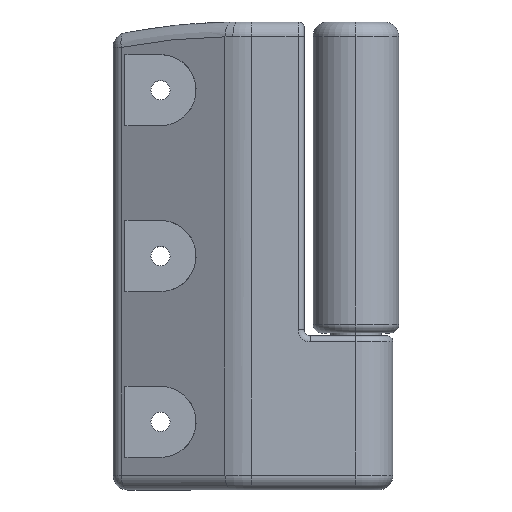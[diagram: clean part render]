
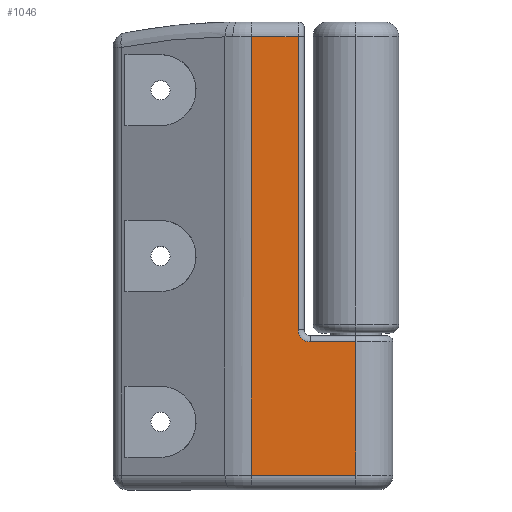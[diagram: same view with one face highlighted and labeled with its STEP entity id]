
A CAD part, top view. The second image highlights one B-rep face of the part: STEP entity #1046.
In plain terms, the highlighted planar face has unit normal (0, 0, 1).
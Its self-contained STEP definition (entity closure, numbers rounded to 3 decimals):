
#462 = EDGE_LOOP ( 'NONE', ( #7329, #7331, #7330, #7332, #7333, #7334, #7335 ) ) ;
#982 = VECTOR ( 'NONE', #4882, 1000. ) ;
#986 = AXIS2_PLACEMENT_3D ( 'NONE', #2807, #2806, #2805 ) ;
#987 = VECTOR ( 'NONE', #2808, 1000. ) ;
#990 = VECTOR ( 'NONE', #2812, 1000. ) ;
#991 = VECTOR ( 'NONE', #2814, 1000. ) ;
#992 = VECTOR ( 'NONE', #2818, 1000. ) ;
#994 = VECTOR ( 'NONE', #2822, 1000. ) ;
#995 = CIRCLE ( 'NONE', #986, 4. ) ;
#1046 = ADVANCED_FACE ( 'NONE', ( #7265 ), #4044, .F. ) ;
#1535 = EDGE_CURVE ( 'NONE', #3896, #3945, #2180, .T. ) ;
#1536 = EDGE_CURVE ( 'NONE', #3944, #3923, #2181, .T. ) ;
#1537 = EDGE_CURVE ( 'NONE', #3923, #3902, #2182, .T. ) ;
#1538 = EDGE_CURVE ( 'NONE', #3940, #3936, #2183, .T. ) ;
#1540 = EDGE_CURVE ( 'NONE', #3896, #3936, #2185, .T. ) ;
#1541 = EDGE_CURVE ( 'NONE', #3944, #3945, #995, .T. ) ;
#1543 = EDGE_CURVE ( 'NONE', #3902, #3940, #2186, .T. ) ;
#1826 = CARTESIAN_POINT ( 'NONE',  ( -35.279, 74., 12.5 ) ) ;
#1927 = CARTESIAN_POINT ( 'NONE',  ( -15.5, -29., 12.5 ) ) ;
#1928 = CARTESIAN_POINT ( 'NONE',  ( -19.5, -25., 12.5 ) ) ;
#1946 = CARTESIAN_POINT ( 'NONE',  ( -35.279, -74., 12.5 ) ) ;
#1971 = CARTESIAN_POINT ( 'NONE',  ( 0., -74., 12.5 ) ) ;
#2021 = AXIS2_PLACEMENT_3D ( 'NONE', #4035, #4001, #3987 ) ;
#2040 = CARTESIAN_POINT ( 'NONE',  ( -19.5, 74., 12.5 ) ) ;
#2071 = CARTESIAN_POINT ( 'NONE',  ( 0., -29., 12.5 ) ) ;
#2180 = LINE ( 'NONE', #2826, #994 ) ;
#2181 = LINE ( 'NONE', #2821, #992 ) ;
#2182 = LINE ( 'NONE', #2815, #991 ) ;
#2183 = LINE ( 'NONE', #2813, #990 ) ;
#2185 = LINE ( 'NONE', #2809, #987 ) ;
#2186 = LINE ( 'NONE', #4884, #982 ) ;
#2805 = DIRECTION ( 'NONE',  ( -1., 0., 0. ) ) ;
#2806 = DIRECTION ( 'NONE',  ( 0., 0., 1. ) ) ;
#2807 = CARTESIAN_POINT ( 'NONE',  ( -15.5, -25., 12.5 ) ) ;
#2808 = DIRECTION ( 'NONE',  ( 0., -1., 0. ) ) ;
#2809 = CARTESIAN_POINT ( 'NONE',  ( 0., 79., 12.5 ) ) ;
#2812 = DIRECTION ( 'NONE',  ( 1., 0., 0. ) ) ;
#2813 = CARTESIAN_POINT ( 'NONE',  ( 0., -74., 12.5 ) ) ;
#2814 = DIRECTION ( 'NONE',  ( -1., 0., 0. ) ) ;
#2815 = CARTESIAN_POINT ( 'NONE',  ( 0., 74., 12.5 ) ) ;
#2818 = DIRECTION ( 'NONE',  ( 0., 1., 0. ) ) ;
#2821 = CARTESIAN_POINT ( 'NONE',  ( -19.5, 79., 12.5 ) ) ;
#2822 = DIRECTION ( 'NONE',  ( -1., 0., 0. ) ) ;
#2826 = CARTESIAN_POINT ( 'NONE',  ( 0., -29., 12.5 ) ) ;
#3896 = VERTEX_POINT ( 'NONE', #2071 ) ;
#3902 = VERTEX_POINT ( 'NONE', #1826 ) ;
#3923 = VERTEX_POINT ( 'NONE', #2040 ) ;
#3936 = VERTEX_POINT ( 'NONE', #1971 ) ;
#3940 = VERTEX_POINT ( 'NONE', #1946 ) ;
#3944 = VERTEX_POINT ( 'NONE', #1928 ) ;
#3945 = VERTEX_POINT ( 'NONE', #1927 ) ;
#3987 = DIRECTION ( 'NONE',  ( -1., 0., 0. ) ) ;
#4001 = DIRECTION ( 'NONE',  ( 0., 0., -1. ) ) ;
#4035 = CARTESIAN_POINT ( 'NONE',  ( 0., 79., 12.5 ) ) ;
#4044 = PLANE ( 'NONE',  #2021 ) ;
#4882 = DIRECTION ( 'NONE',  ( 0., -1., 0. ) ) ;
#4884 = CARTESIAN_POINT ( 'NONE',  ( -35.279, 79., 12.5 ) ) ;
#7265 = FACE_OUTER_BOUND ( 'NONE', #462, .T. ) ;
#7329 = ORIENTED_EDGE ( 'NONE', *, *, #1540, .F. ) ;
#7330 = ORIENTED_EDGE ( 'NONE', *, *, #1541, .F. ) ;
#7331 = ORIENTED_EDGE ( 'NONE', *, *, #1535, .T. ) ;
#7332 = ORIENTED_EDGE ( 'NONE', *, *, #1536, .T. ) ;
#7333 = ORIENTED_EDGE ( 'NONE', *, *, #1537, .T. ) ;
#7334 = ORIENTED_EDGE ( 'NONE', *, *, #1543, .T. ) ;
#7335 = ORIENTED_EDGE ( 'NONE', *, *, #1538, .T. ) ;
